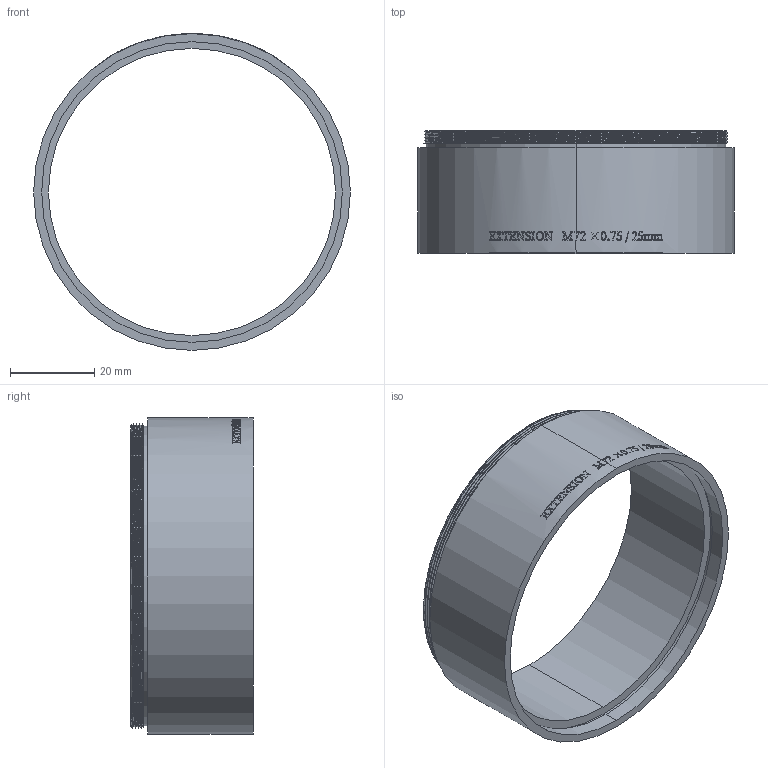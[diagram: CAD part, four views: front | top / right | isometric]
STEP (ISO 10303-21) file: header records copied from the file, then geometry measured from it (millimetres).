
FILE_DESCRIPTION (( 'STEP AP203' ), '1' );
FILE_NAME ('25mm.STEP', '2020-06-01T08:08:37', ( '' ), ( '' ), 'SwSTEP 2.0', 'SolidWorks 2019', '' );
FILE_SCHEMA (( 'CONFIG_CONTROL_DESIGN' ));
Length unit declared in the file: millimetre
Products named in the file (1): 25mm
Bounding box: 75 x 29 x 75 mm (x, y, z)
Volume: 19428.2 mm3; surface area: 15323.2 mm2
Topology: 1 solids, 1 shells, 56 faces, 1004 edges, 977 vertices
Faces by surface type: cylinder 44, plane 6, cone 3, bspline 3
Entity records: 16724 total; most frequent: CARTESIAN_POINT 10945, ORIENTED_EDGE 2008, EDGE_CURVE 1004, VERTEX_POINT 977, B_SPLINE_CURVE_WITH_KNOTS 871, DIRECTION 277, AXIS2_PLACEMENT_3D 109, EDGE_LOOP 85
